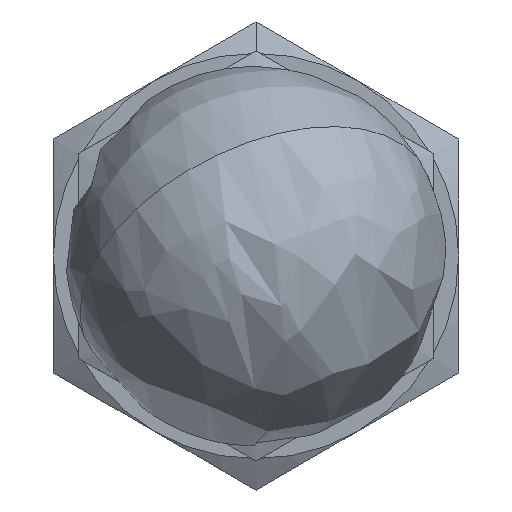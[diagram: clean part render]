
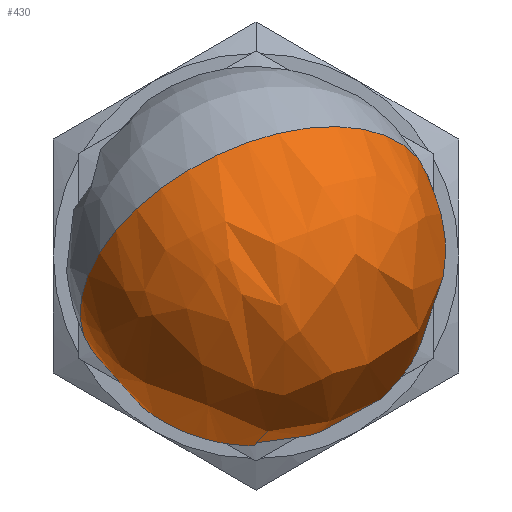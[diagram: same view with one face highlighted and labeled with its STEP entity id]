
A CAD part, front view. The second image highlights one B-rep face of the part: STEP entity #430.
In plain terms, the highlighted free-form (B-spline) face has degree [3, 3] with [4, 7] control points.
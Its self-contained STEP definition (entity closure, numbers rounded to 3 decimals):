
#202 = CARTESIAN_POINT ( 'NONE',  ( -3.147, -10., -5.108 ) ) ;
#280 = CARTESIAN_POINT ( 'NONE',  ( 6.94, -13.054, 2.449 ) ) ;
#371 = ORIENTED_EDGE ( 'NONE', *, *, #1590, .T. ) ;
#392 = CARTESIAN_POINT ( 'NONE',  ( 6.94, -13.054, 2.449 ) ) ;
#430 = ADVANCED_FACE ( 'NONE', ( #2436 ), #2701, .T. ) ;
#442 = DIRECTION ( 'NONE',  ( 0.377, -0.568, -0.732 ) ) ;
#750 = CIRCLE ( 'NONE', #3022, 6. ) ;
#937 = EDGE_CURVE ( 'NONE', #2869, #3315, #3253, .T. ) ;
#1359 = AXIS2_PLACEMENT_3D ( 'NONE', #2536, #2519, #2509 ) ;
#1413 = CIRCLE ( 'NONE', #3684, 7.5 ) ;
#1441 = CARTESIAN_POINT ( 'NONE',  ( 6.276, -25.06, 11.417 ) ) ;
#1450 = CARTESIAN_POINT ( 'NONE',  ( 6.94, -13.054, 2.449 ) ) ;
#1583 = CARTESIAN_POINT ( 'NONE',  ( 0., -14.5, 0. ) ) ;
#1585 = CARTESIAN_POINT ( 'NONE',  ( -6.94, -15.946, -2.449 ) ) ;
#1590 = EDGE_CURVE ( 'NONE', #2869, #2029, #2312, .T. ) ;
#1604 = CARTESIAN_POINT ( 'NONE',  ( -6.94, -15.946, -2.449 ) ) ;
#1610 = CARTESIAN_POINT ( 'NONE',  ( -6.94, -15.946, -2.449 ) ) ;
#1694 = DIRECTION ( 'NONE',  ( -0.377, 0.568, 0.732 ) ) ;
#1698 = DIRECTION ( 'NONE',  ( 0.925, 0.193, 0.327 ) ) ;
#1900 = VERTEX_POINT ( 'NONE', #202 ) ;
#2029 = VERTEX_POINT ( 'NONE', #3576 ) ;
#2062 = CARTESIAN_POINT ( 'NONE',  ( 6.94, -13.054, 2.449 ) ) ;
#2064 = EDGE_CURVE ( 'NONE', #1900, #2029, #1413, .T. ) ;
#2100 = DIRECTION ( 'NONE',  ( -1., 0., 0. ) ) ;
#2106 = ORIENTED_EDGE ( 'NONE', *, *, #3886, .F. ) ;
#2107 = DIRECTION ( 'NONE',  ( 0., 1., 0. ) ) ;
#2109 = CARTESIAN_POINT ( 'NONE',  ( 0., -10., 0. ) ) ;
#2213 = CARTESIAN_POINT ( 'NONE',  ( -6.94, -15.946, -2.449 ) ) ;
#2223 = CARTESIAN_POINT ( 'NONE',  ( 9.61, -30.086, 4.936 ) ) ;
#2235 = CARTESIAN_POINT ( 'NONE',  ( -4.27, -32.977, 0.037 ) ) ;
#2249 = CARTESIAN_POINT ( 'NONE',  ( 6.94, -13.054, 2.449 ) ) ;
#2312 = CIRCLE ( 'NONE', #3486, 7.5 ) ;
#2362 = ORIENTED_EDGE ( 'NONE', *, *, #2064, .F. ) ;
#2436 = FACE_OUTER_BOUND ( 'NONE', #2438, .T. ) ;
#2438 = EDGE_LOOP ( 'NONE', ( #2699, #371, #2362, #2106 ) ) ;
#2509 = DIRECTION ( 'NONE',  ( 0.925, 0.193, 0.327 ) ) ;
#2519 = DIRECTION ( 'NONE',  ( -0.377, 0.568, 0.732 ) ) ;
#2536 = CARTESIAN_POINT ( 'NONE',  ( 0., -14.5, 0. ) ) ;
#2560 = CARTESIAN_POINT ( 'NONE',  ( -6.94, -15.946, -2.449 ) ) ;
#2699 = ORIENTED_EDGE ( 'NONE', *, *, #937, .F. ) ;
#2701 =( BOUNDED_SURFACE ( )  B_SPLINE_SURFACE ( 3, 3, ( 
 ( #280, #2249, #3666, #3669, #3661, #1450, #2062 ),
 ( #1441, #2223, #3633, #3602, #3587, #3889, #3794 ),
 ( #3831, #2235, #3720, #3784, #3763, #3743, #3715 ),
 ( #3725, #2560, #1604, #1610, #1585, #2213, #3616 ) ),
 .UNSPECIFIED., .F., .F., .F. ) 
 B_SPLINE_SURFACE_WITH_KNOTS ( ( 4, 4 ),
 ( 4, 3, 4 ),
 ( 0., 1. ),
 ( 0., 0.5, 1. ),
 .UNSPECIFIED. ) 
 GEOMETRIC_REPRESENTATION_ITEM ( )  RATIONAL_B_SPLINE_SURFACE ( (
 ( 1., 0.803, 0.803, 1., 0.803, 0.803, 1.),
 ( 0.333, 0.268, 0.268, 0.333, 0.268, 0.268, 0.333),
 ( 0.333, 0.268, 0.268, 0.333, 0.268, 0.268, 0.333),
 ( 1., 0.803, 0.803, 1., 0.803, 0.803, 1.) ) ) 
 REPRESENTATION_ITEM ( '' )  SURFACE ( )  );
#2741 = CARTESIAN_POINT ( 'NONE',  ( 0., -14.5, 0. ) ) ;
#2869 = VERTEX_POINT ( 'NONE', #392 ) ;
#3022 = AXIS2_PLACEMENT_3D ( 'NONE', #2109, #2107, #2100 ) ;
#3253 = CIRCLE ( 'NONE', #1359, 7.5 ) ;
#3315 = VERTEX_POINT ( 'NONE', #3485 ) ;
#3485 = CARTESIAN_POINT ( 'NONE',  ( 5.986, -10., -0.41 ) ) ;
#3486 = AXIS2_PLACEMENT_3D ( 'NONE', #2741, #442, #3824 ) ;
#3576 = CARTESIAN_POINT ( 'NONE',  ( -6.94, -15.946, -2.449 ) ) ;
#3587 = CARTESIAN_POINT ( 'NONE',  ( 12.955, -14.323, -13.847 ) ) ;
#3602 = CARTESIAN_POINT ( 'NONE',  ( 12.595, -21.456, -8.616 ) ) ;
#3616 = CARTESIAN_POINT ( 'NONE',  ( -6.94, -15.946, -2.449 ) ) ;
#3633 = CARTESIAN_POINT ( 'NONE',  ( 12.234, -28.588, -3.385 ) ) ;
#3661 = CARTESIAN_POINT ( 'NONE',  ( 6.94, -13.054, 2.449 ) ) ;
#3666 = CARTESIAN_POINT ( 'NONE',  ( 6.94, -13.054, 2.449 ) ) ;
#3669 = CARTESIAN_POINT ( 'NONE',  ( 6.94, -13.054, 2.449 ) ) ;
#3684 = AXIS2_PLACEMENT_3D ( 'NONE', #1583, #1694, #1698 ) ;
#3715 = CARTESIAN_POINT ( 'NONE',  ( -6.382, -3.781, -11.208 ) ) ;
#3720 = CARTESIAN_POINT ( 'NONE',  ( -1.645, -31.479, -8.283 ) ) ;
#3725 = CARTESIAN_POINT ( 'NONE',  ( -6.94, -15.946, -2.449 ) ) ;
#3743 = CARTESIAN_POINT ( 'NONE',  ( -3.042, -8.672, -17.788 ) ) ;
#3763 = CARTESIAN_POINT ( 'NONE',  ( -0.924, -17.214, -18.746 ) ) ;
#3784 = CARTESIAN_POINT ( 'NONE',  ( -1.285, -24.347, -13.515 ) ) ;
#3794 = CARTESIAN_POINT ( 'NONE',  ( 7.497, -0.89, -6.31 ) ) ;
#3824 = DIRECTION ( 'NONE',  ( 0.925, 0.193, 0.327 ) ) ;
#3831 = CARTESIAN_POINT ( 'NONE',  ( -7.604, -27.951, 6.518 ) ) ;
#3886 = EDGE_CURVE ( 'NONE', #3315, #1900, #750, .T. ) ;
#3889 = CARTESIAN_POINT ( 'NONE',  ( 10.838, -5.781, -12.889 ) ) ;
